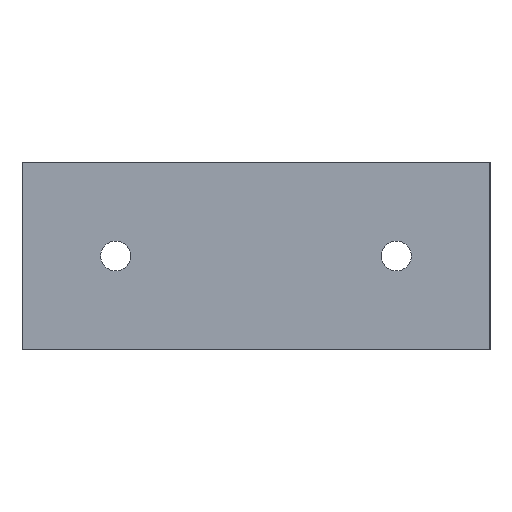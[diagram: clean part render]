
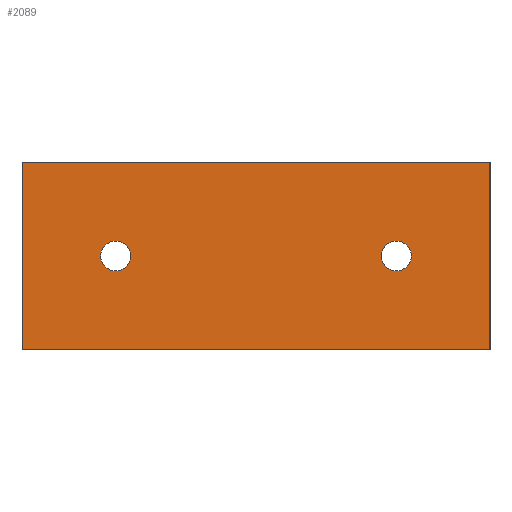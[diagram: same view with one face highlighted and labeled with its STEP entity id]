
A CAD part, left-side view. The second image highlights one B-rep face of the part: STEP entity #2089.
In plain terms, the highlighted planar face has unit normal (-1, 0, 0).
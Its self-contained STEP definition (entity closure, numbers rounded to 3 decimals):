
#78=CIRCLE('',#2173,1.6);
#79=CIRCLE('',#2175,1.6);
#192=FACE_BOUND('',#417,.T.);
#193=FACE_BOUND('',#418,.T.);
#299=FACE_OUTER_BOUND('',#416,.T.);
#416=EDGE_LOOP('',(#1855,#1856,#1857,#1858));
#417=EDGE_LOOP('',(#1859));
#418=EDGE_LOOP('',(#1860));
#528=LINE('',#3171,#724);
#535=LINE('',#3184,#731);
#621=LINE('',#3620,#817);
#622=LINE('',#3622,#818);
#724=VECTOR('',#2542,10.);
#731=VECTOR('',#2553,10.);
#817=VECTOR('',#2867,10.);
#818=VECTOR('',#2870,10.);
#938=VERTEX_POINT('',#3159);
#939=VERTEX_POINT('',#3163);
#940=VERTEX_POINT('',#3167);
#942=VERTEX_POINT('',#3170);
#946=VERTEX_POINT('',#3183);
#1022=VERTEX_POINT('',#3618);
#1164=EDGE_CURVE('',#938,#938,#78,.T.);
#1166=EDGE_CURVE('',#939,#939,#79,.T.);
#1169=EDGE_CURVE('',#942,#940,#528,.T.);
#1176=EDGE_CURVE('',#946,#942,#535,.T.);
#1327=EDGE_CURVE('',#1022,#940,#621,.T.);
#1328=EDGE_CURVE('',#1022,#946,#622,.T.);
#1855=ORIENTED_EDGE('',*,*,#1169,.T.);
#1856=ORIENTED_EDGE('',*,*,#1327,.F.);
#1857=ORIENTED_EDGE('',*,*,#1328,.T.);
#1858=ORIENTED_EDGE('',*,*,#1176,.T.);
#1859=ORIENTED_EDGE('',*,*,#1164,.T.);
#1860=ORIENTED_EDGE('',*,*,#1166,.T.);
#1989=PLANE('',#2293);
#2089=ADVANCED_FACE('',(#299,#192,#193),#1989,.T.);
#2173=AXIS2_PLACEMENT_3D('',#3160,#2531,#2532);
#2175=AXIS2_PLACEMENT_3D('',#3164,#2536,#2537);
#2293=AXIS2_PLACEMENT_3D('',#3621,#2868,#2869);
#2531=DIRECTION('center_axis',(1.,0.,0.));
#2532=DIRECTION('ref_axis',(0.,-1.,0.));
#2536=DIRECTION('center_axis',(1.,0.,0.));
#2537=DIRECTION('ref_axis',(0.,-1.,0.));
#2542=DIRECTION('',(0.,1.,0.));
#2553=DIRECTION('',(0.,0.,1.));
#2867=DIRECTION('',(0.,0.,1.));
#2868=DIRECTION('center_axis',(-1.,0.,0.));
#2869=DIRECTION('ref_axis',(0.,-1.,0.));
#2870=DIRECTION('',(0.,-1.,0.));
#3159=CARTESIAN_POINT('',(0.,11.6,10.));
#3160=CARTESIAN_POINT('Origin',(0.,10.,10.));
#3163=CARTESIAN_POINT('',(0.,41.6,10.));
#3164=CARTESIAN_POINT('Origin',(0.,40.,10.));
#3167=CARTESIAN_POINT('',(0.,50.,20.));
#3170=CARTESIAN_POINT('',(0.,0.,20.));
#3171=CARTESIAN_POINT('',(0.,37.5,20.));
#3183=CARTESIAN_POINT('',(0.,0.,0.));
#3184=CARTESIAN_POINT('',(0.,0.,0.));
#3618=CARTESIAN_POINT('',(0.,50.,0.));
#3620=CARTESIAN_POINT('',(0.,50.,0.));
#3621=CARTESIAN_POINT('Origin',(0.,50.,0.));
#3622=CARTESIAN_POINT('',(0.,50.,0.));
